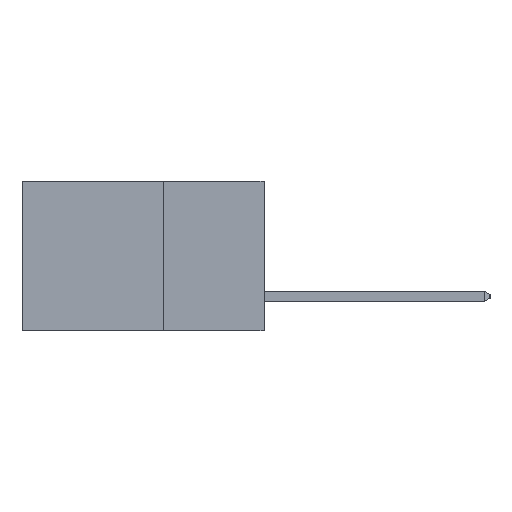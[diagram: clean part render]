
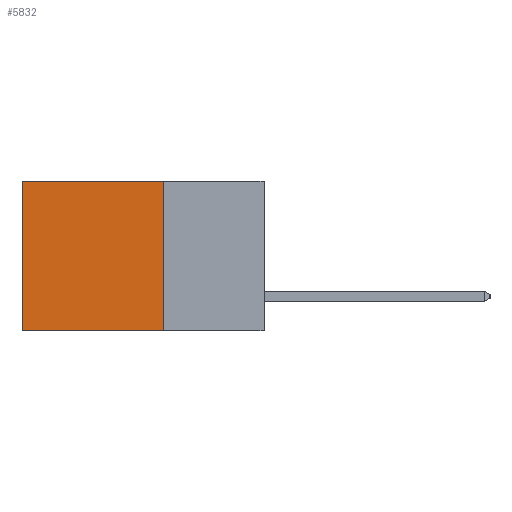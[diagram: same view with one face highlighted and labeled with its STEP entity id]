
A CAD part, left-side view. The second image highlights one B-rep face of the part: STEP entity #5832.
In plain terms, the highlighted planar face has unit normal (-1, 0, 0).
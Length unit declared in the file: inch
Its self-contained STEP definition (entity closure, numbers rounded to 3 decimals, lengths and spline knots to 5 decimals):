
#199 = EDGE_CURVE ( 'NONE', #400, #13866, #8435, .T. ) ;
#299 = VECTOR ( 'NONE', #14418, 39.37008 ) ;
#400 = VERTEX_POINT ( 'NONE', #9722 ) ;
#1935 = EDGE_CURVE ( 'NONE', #10643, #400, #8005, .T. ) ;
#2942 = FACE_OUTER_BOUND ( 'NONE', #4430, .T. ) ;
#3339 = DIRECTION ( 'NONE',  ( 0., 0., -1. ) ) ;
#4430 = EDGE_LOOP ( 'NONE', ( #11104, #12173, #8252, #6302 ) ) ;
#5832 = ADVANCED_FACE ( 'NONE', ( #2942 ), #7017, .F. ) ;
#5854 = AXIS2_PLACEMENT_3D ( 'NONE', #12466, #14581, #8086 ) ;
#6302 = ORIENTED_EDGE ( 'NONE', *, *, #1935, .T. ) ;
#6837 = VECTOR ( 'NONE', #13552, 39.37008 ) ;
#7017 = PLANE ( 'NONE',  #5854 ) ;
#7024 = CARTESIAN_POINT ( 'NONE',  ( 0.2615, 0.25, -0.37 ) ) ;
#7563 = EDGE_CURVE ( 'NONE', #7932, #13866, #12118, .T. ) ;
#7932 = VERTEX_POINT ( 'NONE', #11866 ) ;
#8005 = LINE ( 'NONE', #13279, #10999 ) ;
#8086 = DIRECTION ( 'NONE',  ( 0., 0., -1. ) ) ;
#8252 = ORIENTED_EDGE ( 'NONE', *, *, #11058, .F. ) ;
#8435 = LINE ( 'NONE', #12294, #14212 ) ;
#9343 = DIRECTION ( 'NONE',  ( 0., 1., 0. ) ) ;
#9722 = CARTESIAN_POINT ( 'NONE',  ( 0.2615, 0.6, 0. ) ) ;
#9809 = LINE ( 'NONE', #7024, #6837 ) ;
#10545 = CARTESIAN_POINT ( 'NONE',  ( 0.2615, 0.25, 0. ) ) ;
#10643 = VERTEX_POINT ( 'NONE', #10545 ) ;
#10999 = VECTOR ( 'NONE', #9343, 39.37008 ) ;
#11058 = EDGE_CURVE ( 'NONE', #10643, #7932, #9809, .T. ) ;
#11104 = ORIENTED_EDGE ( 'NONE', *, *, #199, .T. ) ;
#11866 = CARTESIAN_POINT ( 'NONE',  ( 0.2615, 0.25, -0.37 ) ) ;
#12118 = LINE ( 'NONE', #12337, #299 ) ;
#12173 = ORIENTED_EDGE ( 'NONE', *, *, #7563, .F. ) ;
#12294 = CARTESIAN_POINT ( 'NONE',  ( 0.2615, 0.6, -0.37 ) ) ;
#12337 = CARTESIAN_POINT ( 'NONE',  ( 0.2615, 0.25, -0.37 ) ) ;
#12466 = CARTESIAN_POINT ( 'NONE',  ( 0.2615, 0.25, -0.37 ) ) ;
#12834 = CARTESIAN_POINT ( 'NONE',  ( 0.2615, 0.6, -0.37 ) ) ;
#13279 = CARTESIAN_POINT ( 'NONE',  ( 0.2615, 0.25, 0. ) ) ;
#13552 = DIRECTION ( 'NONE',  ( 0., 0., -1. ) ) ;
#13866 = VERTEX_POINT ( 'NONE', #12834 ) ;
#14212 = VECTOR ( 'NONE', #3339, 39.37008 ) ;
#14418 = DIRECTION ( 'NONE',  ( 0., 1., 0. ) ) ;
#14581 = DIRECTION ( 'NONE',  ( 1., 0., 0. ) ) ;
